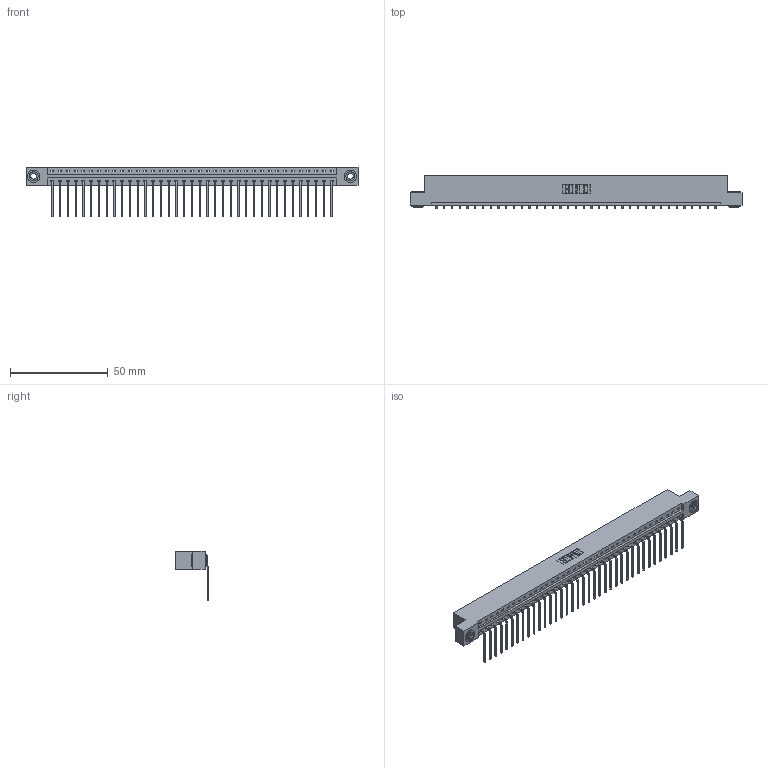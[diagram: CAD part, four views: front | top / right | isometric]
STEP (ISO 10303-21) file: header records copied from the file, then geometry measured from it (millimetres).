
FILE_DESCRIPTION (( 'STEP AP203' ), '1' );
FILE_NAME ('337-037-559-103.STEP', '2018-08-08T02:12:29', ( '' ), ( '' ), 'SwSTEP 2.0', 'SolidWorks 2016', '' );
FILE_SCHEMA (( 'CONFIG_CONTROL_DESIGN' ));
Length unit declared in the file: inch
Products named in the file (4): 337 Part_Flush Mounting Lugs - 0.156 Dia-TH; 345-292-001_558 559 Tail - 1; 345-250-002_345-250-002-102; 337-037-559-103
Assembly tree (40 placements, depth 2):
  337-037-559-103
    337 Part_Flush Mounting Lugs - 0.156 Dia-TH
    345-292-001_558 559 Tail - 1  x37
    345-250-002_345-250-002-102  x2
Bounding box: 169.62 x 17.09 x 25.53 mm (x, y, z)
Volume: 17709.4 mm3; surface area: 19262.3 mm2
Topology: 40 solids, 40 shells, 2520 faces, 7565 edges, 4990 vertices
Faces by surface type: plane 1856, cylinder 656, cone 8
Entity records: 28884 total; most frequent: CARTESIAN_POINT 5008, ORIENTED_EDGE 4974, DIRECTION 4259, EDGE_CURVE 2487, VECTOR 2335, LINE 2335, VERTEX_POINT 1654, AXIS2_PLACEMENT_3D 962
